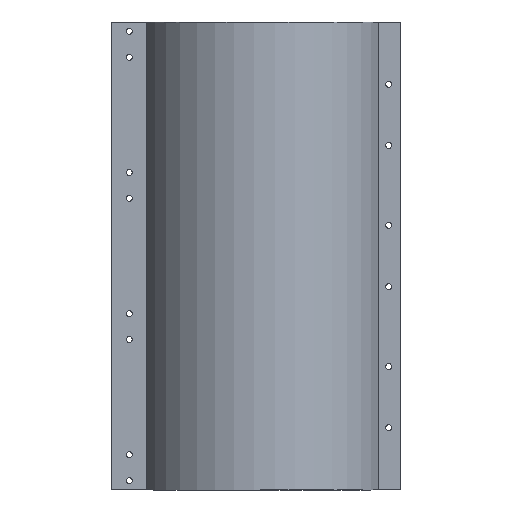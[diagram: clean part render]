
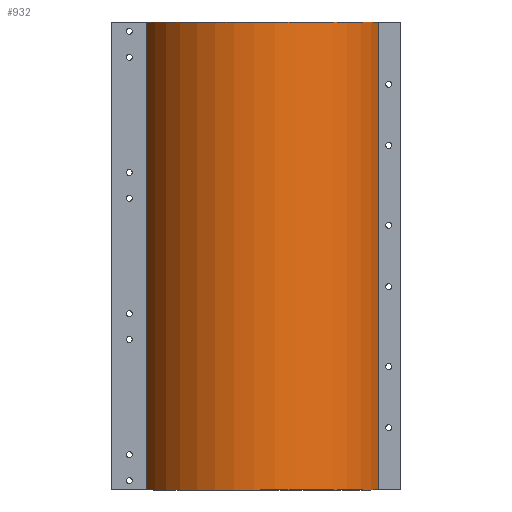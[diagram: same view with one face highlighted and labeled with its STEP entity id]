
A CAD part, left-side view. The second image highlights one B-rep face of the part: STEP entity #932.
In plain terms, the highlighted cylindrical face has radius 103 mm (diameter 206 mm), a partial arc.
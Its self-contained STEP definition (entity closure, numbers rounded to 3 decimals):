
#842=CARTESIAN_POINT('',(-33.,97.57,0.));
#843=VERTEX_POINT('',#842);
#851=CARTESIAN_POINT('',(-33.,97.57,-398.));
#852=VERTEX_POINT('',#851);
#859=CARTESIAN_POINT('',(-33.,97.57,-398.));
#860=DIRECTION('',(0.,0.,1.));
#861=VECTOR('',#860,398.);
#862=LINE('',#859,#861);
#863=EDGE_CURVE('',#852,#843,#862,.T.);
#900=CARTESIAN_POINT('',(0.,0.,0.));
#901=DIRECTION('',(-0.272,-0.962,0.));
#902=DIRECTION('',(0.,0.,-1.));
#903=AXIS2_PLACEMENT_3D('',#900,#902,#901);
#904=CYLINDRICAL_SURFACE('',#903,103.);
#905=CARTESIAN_POINT('',(-28.,-99.121,0.));
#906=VERTEX_POINT('',#905);
#907=CARTESIAN_POINT('',(0.,0.,0.));
#908=DIRECTION('',(-0.272,-0.962,0.));
#909=DIRECTION('',(0.,0.,-1.));
#910=AXIS2_PLACEMENT_3D('',#907,#909,#908);
#911=CIRCLE('',#910,103.);
#912=EDGE_CURVE('',#906,#843,#911,.T.);
#913=ORIENTED_EDGE('E81',*,*,#912,.T.);
#914=ORIENTED_EDGE('E81',*,*,#863,.F.);
#915=CARTESIAN_POINT('',(-28.,-99.121,-398.));
#916=VERTEX_POINT('',#915);
#917=CARTESIAN_POINT('',(0.,0.,-398.));
#918=DIRECTION('',(-0.32,0.947,0.));
#919=DIRECTION('',(0.,0.,1.));
#920=AXIS2_PLACEMENT_3D('',#917,#919,#918);
#921=CIRCLE('',#920,103.);
#922=EDGE_CURVE('',#852,#916,#921,.T.);
#923=ORIENTED_EDGE('E82',*,*,#922,.T.);
#924=CARTESIAN_POINT('',(-28.,-99.121,-398.));
#925=DIRECTION('',(0.,0.,1.));
#926=VECTOR('',#925,398.);
#927=LINE('',#924,#926);
#928=EDGE_CURVE('',#916,#906,#927,.T.);
#929=ORIENTED_EDGE('E83',*,*,#928,.T.);
#930=EDGE_LOOP('',(#913,#914,#923,#929));
#931=FACE_OUTER_BOUND('',#930,.T.);
#932=ADVANCED_FACE('F18',(#931),#904,.T.);
